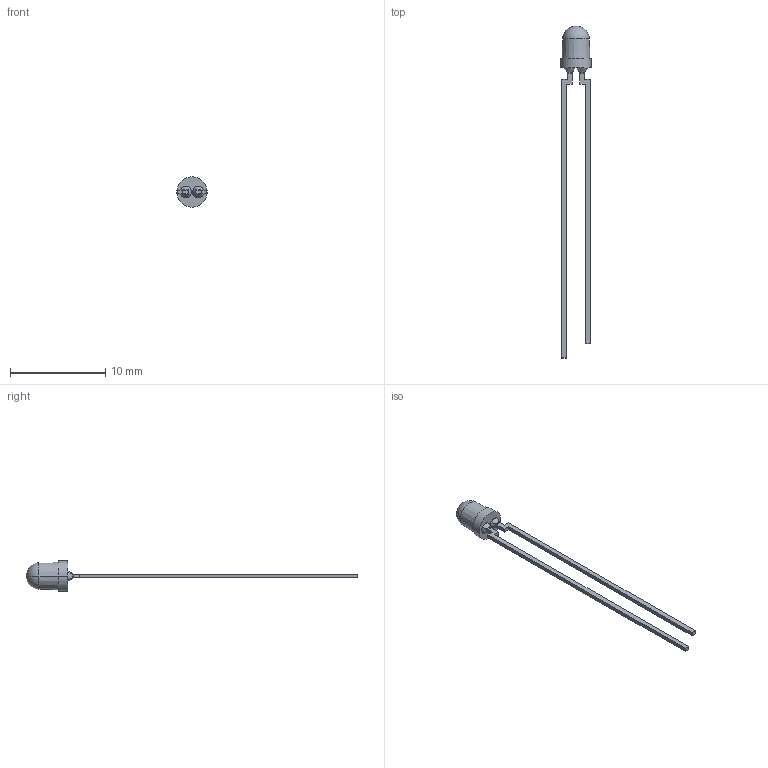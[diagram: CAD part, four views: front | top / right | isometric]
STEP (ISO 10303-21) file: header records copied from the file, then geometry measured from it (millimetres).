
FILE_DESCRIPTION(('HOOPS Exchange Step'),'2;1');
FILE_NAME('3mm DIP LED Yellow.STP','2023-09-02T06:52:38-07:00',('RBI'),('None'),'HOOPS Exchange 2022.2','SOLIDWORKS MBD','None');
FILE_SCHEMA( ('AP242_MANAGED_MODEL_BASED_3D_ENGINEERING_MIM_LF {1 0 10303 442 1 1 4 }') );
Length unit declared in the file: millimetre
Products named in the file (1): Default
Bounding box: 3.2 x 34.9 x 3.2 mm (x, y, z)
Volume: 39.1 mm3; surface area: 167.3 mm2
Topology: 5 solids, 5 shells, 62 faces, 134 edges, 81 vertices
Faces by surface type: plane 40, bspline 16, sphere 2, cone 2, cylinder 2
Entity records: 2136 total; most frequent: CARTESIAN_POINT 870, ORIENTED_EDGE 268, DIRECTION 204, EDGE_CURVE 134, VECTOR 84, LINE 84, VERTEX_POINT 81, EDGE_LOOP 65
